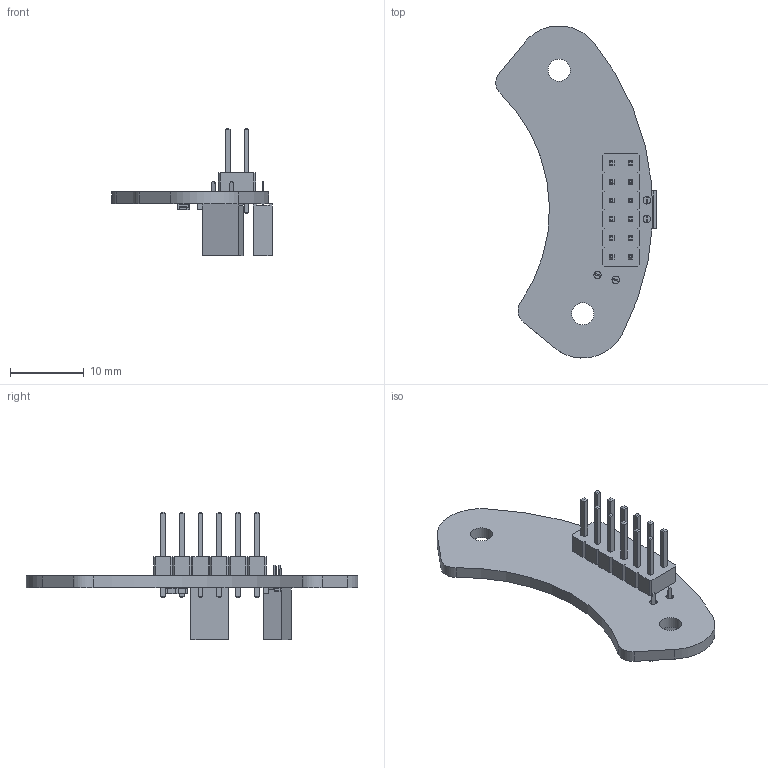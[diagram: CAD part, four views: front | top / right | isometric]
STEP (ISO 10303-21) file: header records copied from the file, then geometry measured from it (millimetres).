
FILE_DESCRIPTION(('KiCad electronic assembly'),'2;1');
FILE_NAME('universal_hall_pcb_RI70_v3.0.step','2022-02-07T17:01:46',( 'Pcbnew'),('Kicad'),'Open CASCADE STEP processor 7.5', 'KiCad to STEP converter','Unknown');
FILE_SCHEMA(('AUTOMOTIVE_DESIGN { 1 0 10303 214 1 1 1 1 }'));
Length unit declared in the file: millimetre
Products named in the file (10): universal_hall_pcb_RI70_v3.0 1; PinHeader_2x06_P2.54mm_Vertical; SOLID; C_0603_1608Metric; R_0603_1608Metric; PinSocket_1x02_P2.54mm_Vertical; universal_hall_pcb_RI70_v3.0 PCB
Assembly tree (13 placements, depth 3):
  universal_hall_pcb_RI70_v3.0 1
    PinHeader_2x06_P2.54mm_Vertical
      SOLID
    C_0603_1608Metric  x3
      SOLID
    R_0603_1608Metric  x2
      SOLID
    PinSocket_1x02_P2.54mm_Vertical  x2
      SOLID
    universal_hall_pcb_RI70_v3.0 PCB
Bounding box: 21.7 x 44.9 x 17.24 mm (x, y, z)
Volume: 1354 mm3; surface area: 2374.2 mm2
Topology: 9 solids, 9 shells, 564 faces, 1392 edges, 888 vertices
Faces by surface type: bspline 536, cylinder 24, plane 4
Full cylindrical faces by diameter (mm): 1 x16, 3 x2
Entity records: 25053 total; most frequent: CARTESIAN_POINT 8428, B_SPLINE_CURVE_WITH_KNOTS 2674, ORIENTED_EDGE 1992, PCURVE 1992, DEFINITIONAL_REPRESENTATION 1992, EDGE_CURVE 996, SURFACE_CURVE 978, VERTEX_POINT 628
